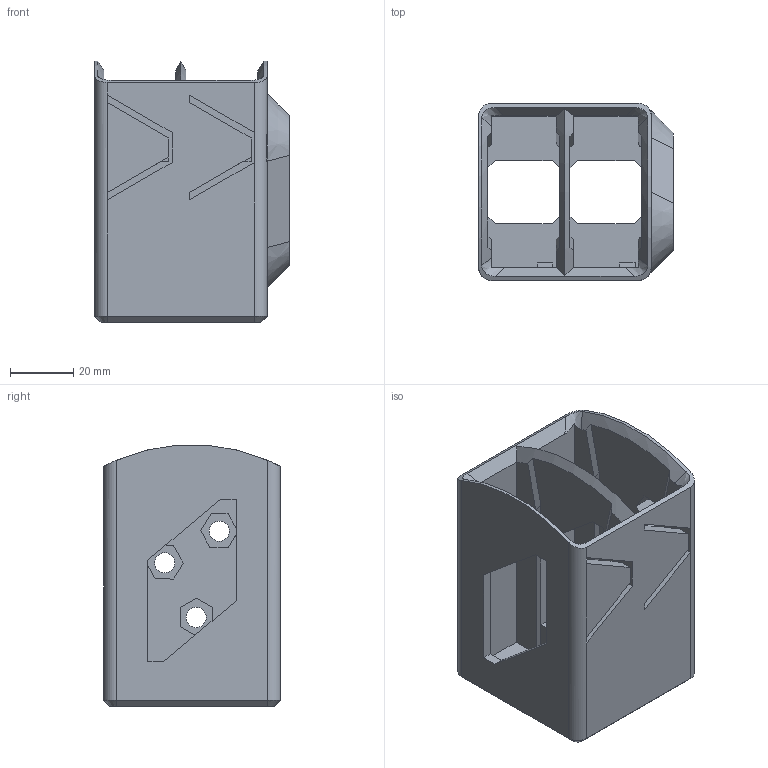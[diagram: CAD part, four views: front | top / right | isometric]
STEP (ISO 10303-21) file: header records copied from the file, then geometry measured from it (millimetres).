
FILE_DESCRIPTION(/* description */ (''),/* implementation_level */ '2;1');
FILE_NAME(/* name */ '2x Talon Holder ELS v5.step',/* time_stamp */ '2023-02-26T17:31:04-08:00',/* author */ (''),/* organization */ (''),/* preprocessor_version */ 'ST-DEVELOPER v19.2',/* originating_system */ 'Autodesk Translation Framework v11.17.0.187',/* authorisation */ '');
FILE_SCHEMA (('AUTOMOTIVE_DESIGN { 1 0 10303 214 3 1 1 }'));
Length unit declared in the file: millimetre
Products named in the file (1): Talon Holder ELS
Bounding box: 61.6 x 56 x 82.81 mm (x, y, z)
Volume: 79102 mm3; surface area: 40857.1 mm2
Topology: 1 solids, 1 shells, 165 faces, 462 edges, 293 vertices
Faces by surface type: plane 132, bspline 16, cylinder 10, cone 7
Full cylindrical faces by diameter (mm): 6.4 x3
Entity records: 5768 total; most frequent: CARTESIAN_POINT 1615, ORIENTED_EDGE 924, DIRECTION 747, EDGE_CURVE 462, LINE 357, VECTOR 357, VERTEX_POINT 293, AXIS2_PLACEMENT_3D 195
